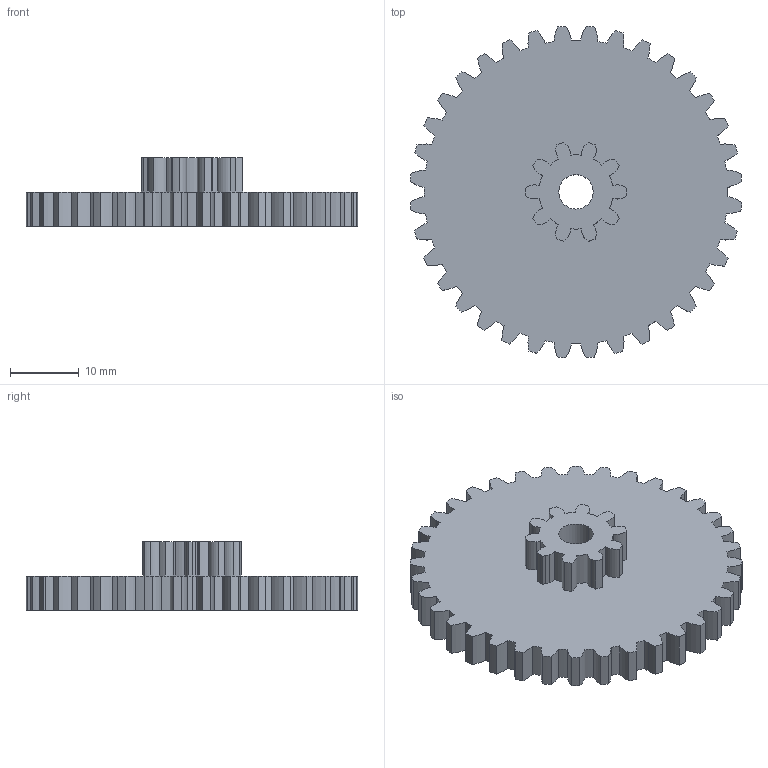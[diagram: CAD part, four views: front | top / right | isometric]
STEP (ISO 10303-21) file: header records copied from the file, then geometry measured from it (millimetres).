
FILE_DESCRIPTION (( 'STEP AP203' ), '1' );
FILE_NAME ('Reduction Gear.STEP', '2024-09-27T15:28:29', ( '' ), ( '' ), 'SwSTEP 2.0', 'SolidWorks 2023', '' );
FILE_SCHEMA (( 'CONFIG_CONTROL_DESIGN' ));
Length unit declared in the file: millimetre
Products named in the file (1): Reduction Gear
Bounding box: 48.21 x 48.21 x 10 mm (x, y, z)
Volume: 8856.5 mm3; surface area: 5072.6 mm2
Topology: 1 solids, 1 shells, 207 faces, 612 edges, 408 vertices
Faces by surface type: cylinder 201, plane 6
Entity records: 7249 total; most frequent: DIRECTION 1430, CARTESIAN_POINT 1228, ORIENTED_EDGE 1224, EDGE_CURVE 612, AXIS2_PLACEMENT_3D 610, VERTEX_POINT 408, CIRCLE 402, VECTOR 210
